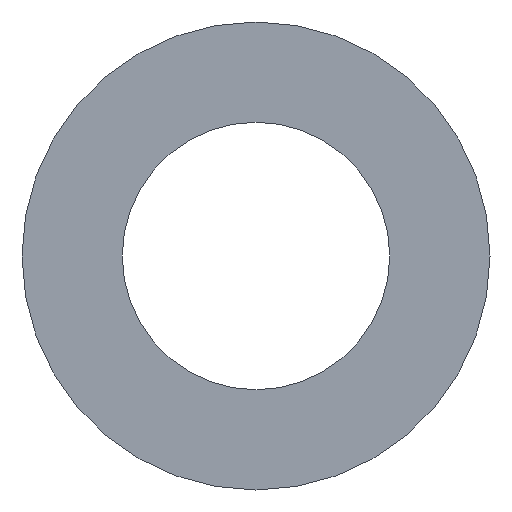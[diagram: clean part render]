
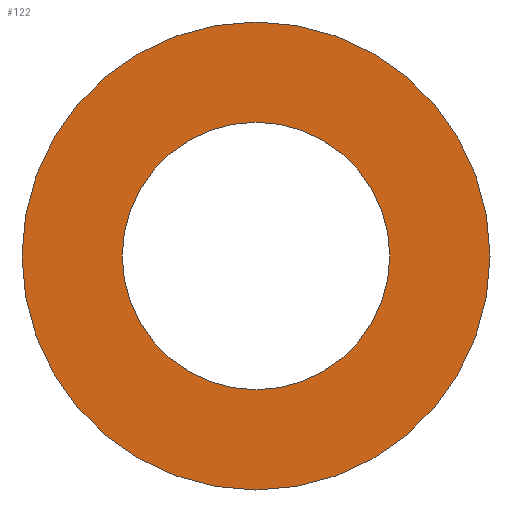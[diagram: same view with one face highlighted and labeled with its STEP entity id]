
A CAD part, left-side view. The second image highlights one B-rep face of the part: STEP entity #122.
In plain terms, the highlighted planar face has unit normal (-1, 0, 0).
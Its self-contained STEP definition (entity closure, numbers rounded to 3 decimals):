
#2 = CARTESIAN_POINT ( 'NONE',  ( 0., 0., 0. ) ) ;
#5 = DIRECTION ( 'NONE',  ( -1., 0., 0. ) ) ;
#9 = AXIS2_PLACEMENT_3D ( 'NONE', #214, #108, #24 ) ;
#10 = FACE_BOUND ( 'NONE', #56, .T. ) ;
#11 = VERTEX_POINT ( 'NONE', #72 ) ;
#13 = EDGE_CURVE ( 'NONE', #139, #11, #126, .T. ) ;
#24 = DIRECTION ( 'NONE',  ( 0., 0., 1. ) ) ;
#26 = DIRECTION ( 'NONE',  ( 0., 0., -1. ) ) ;
#28 = ORIENTED_EDGE ( 'NONE', *, *, #116, .T. ) ;
#50 = CIRCLE ( 'NONE', #9, 7. ) ;
#56 = EDGE_LOOP ( 'NONE', ( #178, #242 ) ) ;
#72 = CARTESIAN_POINT ( 'NONE',  ( 0., 0., -4. ) ) ;
#75 = CARTESIAN_POINT ( 'NONE',  ( 0., 0., -7. ) ) ;
#83 = ORIENTED_EDGE ( 'NONE', *, *, #156, .T. ) ;
#96 = CARTESIAN_POINT ( 'NONE',  ( 0., 4., 0. ) ) ;
#99 = CARTESIAN_POINT ( 'NONE',  ( 0., 0., 4. ) ) ;
#108 = DIRECTION ( 'NONE',  ( -1., 0., 0. ) ) ;
#111 = CARTESIAN_POINT ( 'NONE',  ( 0., 0., 0. ) ) ;
#116 = EDGE_CURVE ( 'NONE', #129, #193, #50, .T. ) ;
#122 = ADVANCED_FACE ( 'NONE', ( #10, #163 ), #166, .F. ) ;
#126 = CIRCLE ( 'NONE', #248, 4. ) ;
#127 = DIRECTION ( 'NONE',  ( 1., 0., 0. ) ) ;
#129 = VERTEX_POINT ( 'NONE', #200 ) ;
#132 = DIRECTION ( 'NONE',  ( -1., 0., 0. ) ) ;
#139 = VERTEX_POINT ( 'NONE', #99 ) ;
#145 = AXIS2_PLACEMENT_3D ( 'NONE', #96, #127, #26 ) ;
#149 = CARTESIAN_POINT ( 'NONE',  ( 0., 0., 0. ) ) ;
#151 = DIRECTION ( 'NONE',  ( 0., 0., 1. ) ) ;
#152 = CIRCLE ( 'NONE', #170, 4. ) ;
#156 = EDGE_CURVE ( 'NONE', #193, #129, #207, .T. ) ;
#163 = FACE_OUTER_BOUND ( 'NONE', #231, .T. ) ;
#166 = PLANE ( 'NONE',  #145 ) ;
#170 = AXIS2_PLACEMENT_3D ( 'NONE', #149, #185, #151 ) ;
#178 = ORIENTED_EDGE ( 'NONE', *, *, #13, .F. ) ;
#185 = DIRECTION ( 'NONE',  ( -1., 0., 0. ) ) ;
#193 = VERTEX_POINT ( 'NONE', #75 ) ;
#200 = CARTESIAN_POINT ( 'NONE',  ( 0., 0., 7. ) ) ;
#207 = CIRCLE ( 'NONE', #232, 7. ) ;
#214 = CARTESIAN_POINT ( 'NONE',  ( 0., 0., 0. ) ) ;
#225 = EDGE_CURVE ( 'NONE', #11, #139, #152, .T. ) ;
#231 = EDGE_LOOP ( 'NONE', ( #28, #83 ) ) ;
#232 = AXIS2_PLACEMENT_3D ( 'NONE', #111, #132, #243 ) ;
#236 = DIRECTION ( 'NONE',  ( 0., 0., 1. ) ) ;
#242 = ORIENTED_EDGE ( 'NONE', *, *, #225, .F. ) ;
#243 = DIRECTION ( 'NONE',  ( 0., 0., 1. ) ) ;
#248 = AXIS2_PLACEMENT_3D ( 'NONE', #2, #5, #236 ) ;
